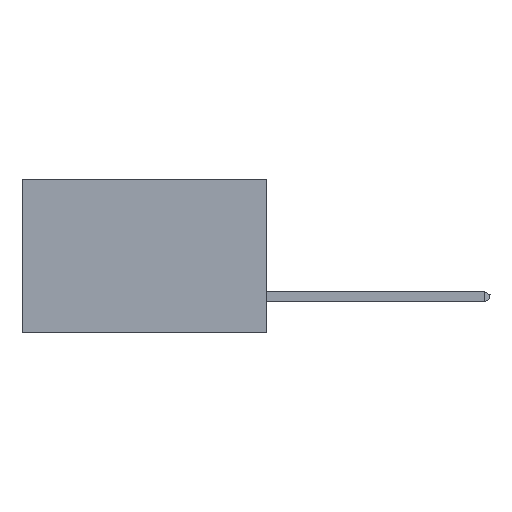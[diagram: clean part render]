
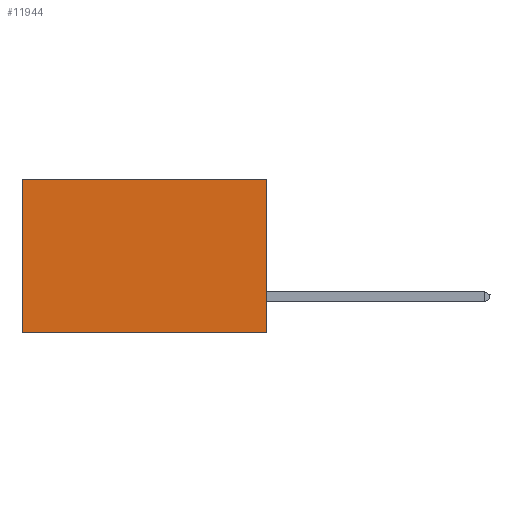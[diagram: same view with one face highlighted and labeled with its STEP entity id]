
A CAD part, left-side view. The second image highlights one B-rep face of the part: STEP entity #11944.
In plain terms, the highlighted planar face has unit normal (-1, 0, 0).
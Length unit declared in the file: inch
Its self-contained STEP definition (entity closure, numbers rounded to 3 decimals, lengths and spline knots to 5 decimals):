
#297 = CARTESIAN_POINT ( 'NONE',  ( 0.2875, 0., -0.375 ) ) ;
#367 = ORIENTED_EDGE ( 'NONE', *, *, #13647, .F. ) ;
#872 = LINE ( 'NONE', #9603, #5161 ) ;
#1174 = CARTESIAN_POINT ( 'NONE',  ( 0.2875, 0.6, -0.375 ) ) ;
#1998 = LINE ( 'NONE', #2239, #11818 ) ;
#2239 = CARTESIAN_POINT ( 'NONE',  ( 0.2875, 0.6, -0.375 ) ) ;
#4309 = LINE ( 'NONE', #8606, #6637 ) ;
#4473 = DIRECTION ( 'NONE',  ( 0., 1., 0. ) ) ;
#4592 = CARTESIAN_POINT ( 'NONE',  ( 0.2875, 0., 0. ) ) ;
#4712 = VERTEX_POINT ( 'NONE', #4592 ) ;
#4718 = CARTESIAN_POINT ( 'NONE',  ( 0.2875, 0., -0.375 ) ) ;
#5097 = EDGE_CURVE ( 'NONE', #11278, #9125, #4309, .T. ) ;
#5149 = EDGE_CURVE ( 'NONE', #14684, #9125, #1998, .T. ) ;
#5161 = VECTOR ( 'NONE', #11926, 39.37008 ) ;
#5439 = ORIENTED_EDGE ( 'NONE', *, *, #5149, .T. ) ;
#5665 = ORIENTED_EDGE ( 'NONE', *, *, #5097, .F. ) ;
#6024 = EDGE_CURVE ( 'NONE', #4712, #14684, #14137, .T. ) ;
#6637 = VECTOR ( 'NONE', #4473, 39.37008 ) ;
#6950 = DIRECTION ( 'NONE',  ( 0., 0., -1. ) ) ;
#8606 = CARTESIAN_POINT ( 'NONE',  ( 0.2875, 0., -0.375 ) ) ;
#9125 = VERTEX_POINT ( 'NONE', #1174 ) ;
#9324 = PLANE ( 'NONE',  #12697 ) ;
#9378 = ORIENTED_EDGE ( 'NONE', *, *, #6024, .T. ) ;
#9481 = DIRECTION ( 'NONE',  ( 0., 1., 0. ) ) ;
#9603 = CARTESIAN_POINT ( 'NONE',  ( 0.2875, 0., -0.375 ) ) ;
#10441 = DIRECTION ( 'NONE',  ( 1., 0., 0. ) ) ;
#11054 = EDGE_LOOP ( 'NONE', ( #5439, #5665, #367, #9378 ) ) ;
#11079 = FACE_OUTER_BOUND ( 'NONE', #11054, .T. ) ;
#11278 = VERTEX_POINT ( 'NONE', #297 ) ;
#11818 = VECTOR ( 'NONE', #13386, 39.37008 ) ;
#11926 = DIRECTION ( 'NONE',  ( 0., 0., -1. ) ) ;
#11944 = ADVANCED_FACE ( 'NONE', ( #11079 ), #9324, .F. ) ;
#12032 = CARTESIAN_POINT ( 'NONE',  ( 0.2875, 0.6, 0. ) ) ;
#12697 = AXIS2_PLACEMENT_3D ( 'NONE', #4718, #10441, #6950 ) ;
#12817 = CARTESIAN_POINT ( 'NONE',  ( 0.2875, 0., 0. ) ) ;
#13386 = DIRECTION ( 'NONE',  ( 0., 0., -1. ) ) ;
#13414 = VECTOR ( 'NONE', #9481, 39.37008 ) ;
#13647 = EDGE_CURVE ( 'NONE', #4712, #11278, #872, .T. ) ;
#14137 = LINE ( 'NONE', #12817, #13414 ) ;
#14684 = VERTEX_POINT ( 'NONE', #12032 ) ;
